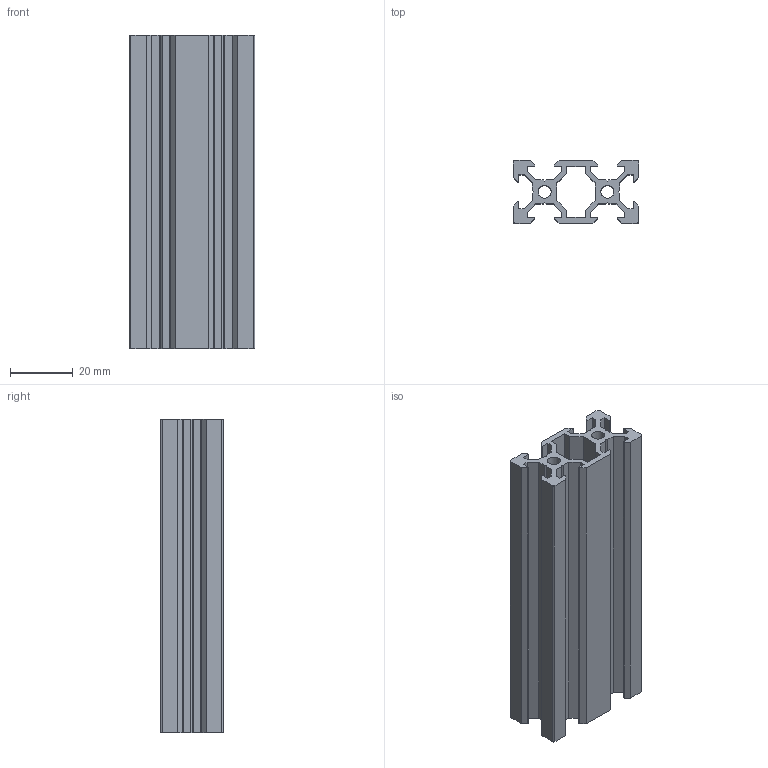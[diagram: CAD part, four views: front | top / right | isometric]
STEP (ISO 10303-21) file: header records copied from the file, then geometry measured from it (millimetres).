
FILE_DESCRIPTION(/* description */ (''),/* implementation_level */ '2;1');
FILE_NAME(/* name */ 'HW404NRC-V-SLOT 2040 - Natural Anodized.step',/* time_stamp */ '2022-10-11T10:28:44+01:00',/* author */ (''),/* organization */ (''),/* preprocessor_version */ 'ST-DEVELOPER v19',/* originating_system */ 'Autodesk Translation Framework v11.7.0.108',/* authorisation */ '');
FILE_SCHEMA (('AUTOMOTIVE_DESIGN { 1 0 10303 214 3 1 1 }'));
Length unit declared in the file: millimetre
Products named in the file (1): HW404NRC
Bounding box: 40 x 20 x 100 mm (x, y, z)
Volume: 29622.1 mm3; surface area: 30514.6 mm2
Topology: 1 solids, 1 shells, 114 faces, 336 edges, 224 vertices
Faces by surface type: plane 108, cylinder 6
Full cylindrical faces by diameter (mm): 4.2 x2
Entity records: 3777 total; most frequent: CARTESIAN_POINT 675, ORIENTED_EDGE 672, DIRECTION 578, EDGE_CURVE 336, LINE 324, VECTOR 324, VERTEX_POINT 224, AXIS2_PLACEMENT_3D 127
